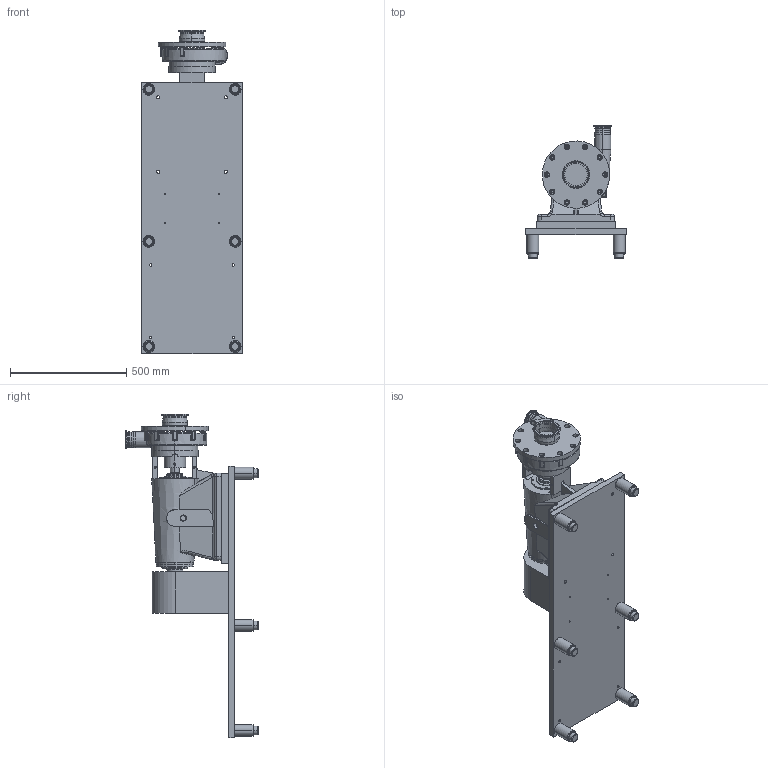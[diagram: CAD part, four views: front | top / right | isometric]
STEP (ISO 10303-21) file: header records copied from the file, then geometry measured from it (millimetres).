
FILE_DESCRIPTION (( 'STEP AP214' ), '1' );
FILE_NAME ('FPHP 3542 4 X 2.5 CLAMP 365TS ADJ LEGS.STEP', '2023-11-01T18:48:11', ( '' ), ( '' ), 'SwSTEP 2.0', 'SolidWorks 2023', '' );
FILE_SCHEMA (( 'AUTOMOTIVE_DESIGN' ));
Length unit declared in the file: millimetre
Products named in the file (6): 1165000028; 1713000960 Flat Plate; 1275000137 4 x 2.5 clamp_4 x 2.5 clamp; 1713000960 Adjustable Legs_small leg; 1235000034; FPHP 3542 4 X 2.5 CLAMP 365TS ADJ LEGS
Assembly tree (10 placements, depth 2):
  FPHP 3542 4 X 2.5 CLAMP 365TS ADJ LEGS
    1713000960 Flat Plate
    1713000960 Adjustable Legs_small leg  x6
    1165000028
    1235000034
    1275000137 4 x 2.5 clamp_4 x 2.5 clamp
Bounding box: 431.8 x 569.95 x 1391 mm (x, y, z)
Volume: 23383418.5 mm3; surface area: 3002601.6 mm2
Topology: 9 solids, 33 shells, 756 faces, 2042 edges, 1317 vertices
Faces by surface type: cylinder 336, plane 189, torus 92, cone 64, bspline 60, sphere 15
Entity records: 27531 total; most frequent: CARTESIAN_POINT 9487, DIRECTION 3923, ORIENTED_EDGE 3500, EDGE_CURVE 1930, AXIS2_PLACEMENT_3D 1604, VERTEX_POINT 1252, CIRCLE 949, EDGE_LOOP 852
